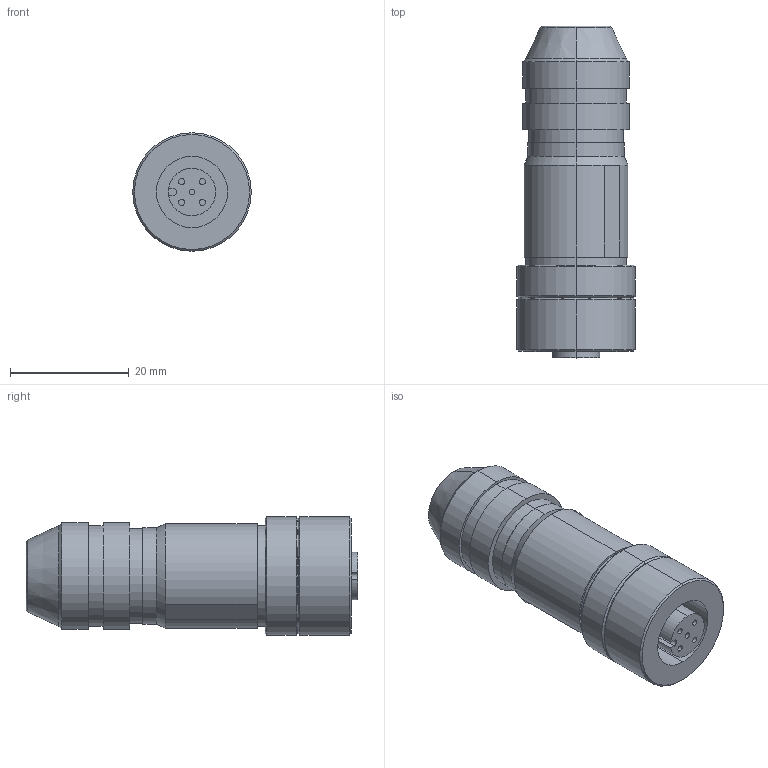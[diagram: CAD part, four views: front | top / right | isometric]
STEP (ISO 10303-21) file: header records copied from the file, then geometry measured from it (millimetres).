
FILE_DESCRIPTION((''),'2;1');
FILE_NAME('99-1436-812-05.stp','2005-03-23T15:03:09',('generator'),(''),'Autodesk Inventor 7','Autodesk Inventor 7','');
FILE_SCHEMA(('AUTOMOTIVE_DESIGN { 1 0 10303 214 1 1 1 1 }'));
Length unit declared in the file: millimetre
Products named in the file (1): 99-1436-812-05
Bounding box: 20 x 56 x 20 mm (x, y, z)
Volume: 12941.6 mm3; surface area: 4960 mm2
Topology: 1 solids, 1 shells, 83 faces, 170 edges, 106 vertices
Faces by surface type: cylinder 41, plane 26, cone 16
Entity records: 2231 total; most frequent: DIRECTION 438, CARTESIAN_POINT 360, ORIENTED_EDGE 340, AXIS2_PLACEMENT_3D 184, EDGE_CURVE 170, VERTEX_POINT 106, CIRCLE 100, EDGE_LOOP 100
